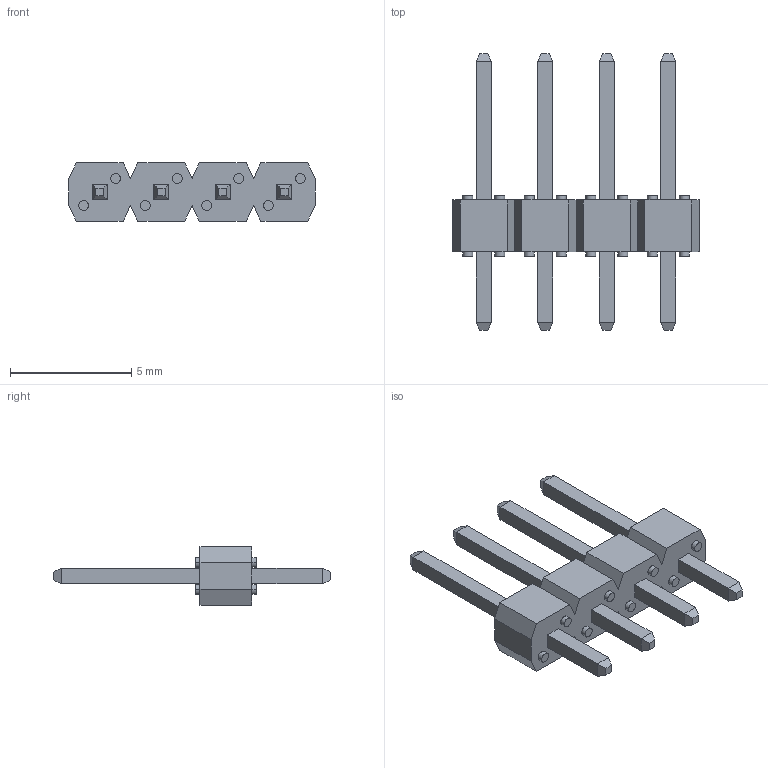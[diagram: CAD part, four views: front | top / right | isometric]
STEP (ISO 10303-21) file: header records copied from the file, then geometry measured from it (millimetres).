
FILE_DESCRIPTION((''),'2;1');
FILE_NAME('68001-X04','2019-09-20T',('pramu'),('AFCI'),'CREO PARAMETRIC BY PTC INC, 2016130','CREO PARAMETRIC BY PTC INC, 2016130','');
FILE_SCHEMA(('CONFIG_CONTROL_DESIGN'));
Length unit declared in the file: inch
Products named in the file (1): 68001-X04
Bounding box: 10.16 x 11.43 x 2.41 mm (x, y, z)
Volume: 63.9 mm3; surface area: 203.4 mm2
Topology: 1 solids, 1 shells, 148 faces, 334 edges, 212 vertices
Faces by surface type: plane 116, cylinder 32
Entity records: 4106 total; most frequent: CARTESIAN_POINT 694, DIRECTION 694, ORIENTED_EDGE 668, EDGE_CURVE 334, VECTOR 270, LINE 270, AXIS2_PLACEMENT_3D 212, VERTEX_POINT 212
